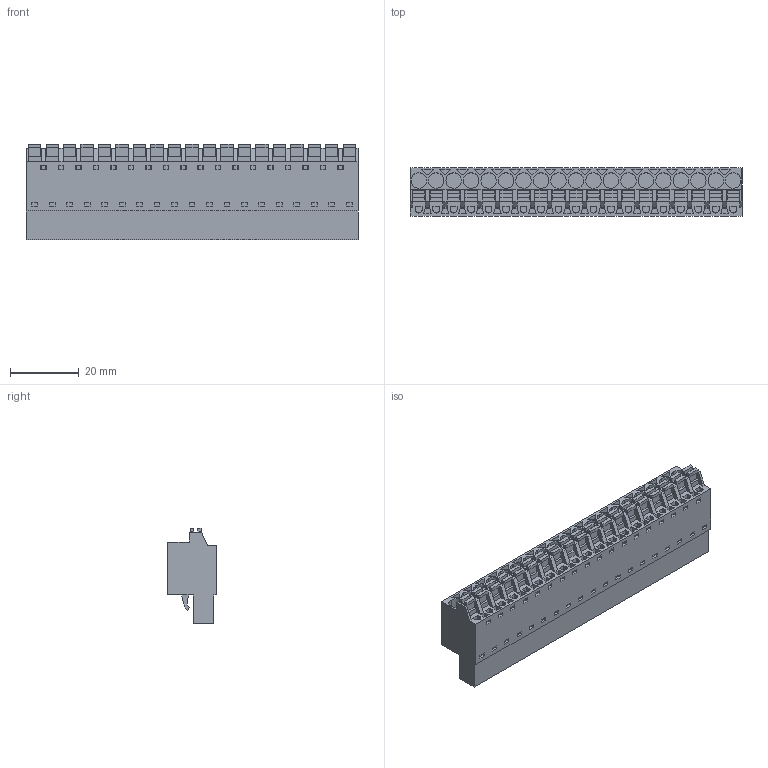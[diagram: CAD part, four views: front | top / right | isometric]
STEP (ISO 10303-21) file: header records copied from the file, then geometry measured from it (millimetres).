
FILE_DESCRIPTION(('CATIA V5 STEP Exchange','CAx-IF Rec.Pracs.--- Model Styling and Organization---1.2---2011-12-15'),'2;1');
FILE_NAME ('D1446582_0_1013870000_1013870000.stp','2017-04-28T12:47:30+00:00',('none'),('Weidmueller'),'CATIA Version 5-6 Release 2014','CATIA V5 STEP AP214','none');
FILE_SCHEMA(('AUTOMOTIVE_DESIGN { 1 0 10303 214 1 1 1 1 }'));
Length unit declared in the file: millimetre
Products named in the file (1): 1013870000
Bounding box: 96.52 x 14.2 x 27.73 mm (x, y, z)
Volume: 22903.9 mm3; surface area: 15093.7 mm2
Topology: 20 solids, 20 shells, 1321 faces, 3818 edges, 2670 vertices
Faces by surface type: plane 1186, cylinder 134, extrusion 1
Entity records: 42457 total; most frequent: CARTESIAN_POINT 8057, ORIENTED_EDGE 7636, DIRECTION 5331, EDGE_CURVE 3818, VECTOR 3549, LINE 3548, VERTEX_POINT 2670, EDGE_LOOP 1526
